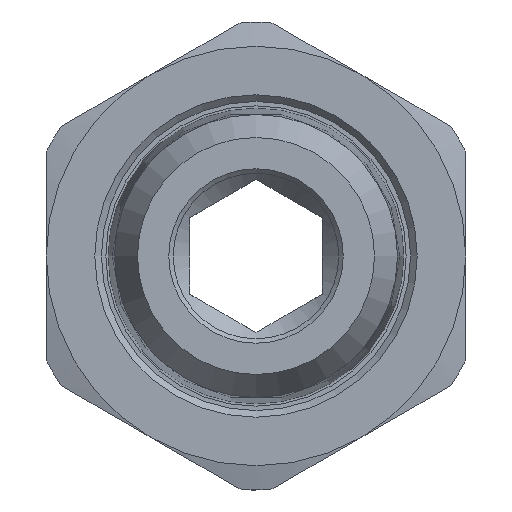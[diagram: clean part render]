
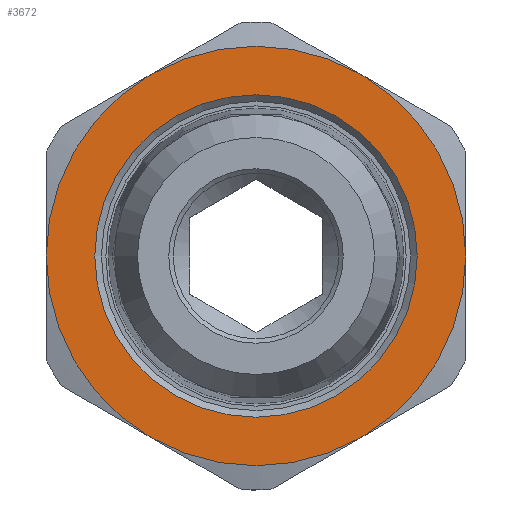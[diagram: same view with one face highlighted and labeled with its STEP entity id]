
A CAD part, left-side view. The second image highlights one B-rep face of the part: STEP entity #3672.
In plain terms, the highlighted face is planar.
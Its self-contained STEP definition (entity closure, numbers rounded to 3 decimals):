
#1726=PLANE('',#3499);
#1882=ORIENTED_EDGE('',*,*,#2315,.F.);
#1883=ORIENTED_EDGE('',*,*,#2316,.F.);
#1884=ORIENTED_EDGE('',*,*,#2312,.F.);
#1885=ORIENTED_EDGE('',*,*,#2317,.F.);
#1886=ORIENTED_EDGE('',*,*,#2318,.F.);
#1887=ORIENTED_EDGE('',*,*,#2319,.F.);
#1888=ORIENTED_EDGE('',*,*,#2320,.T.);
#2087=CIRCLE('',#3496,9.5);
#2089=CIRCLE('',#3500,9.5);
#2090=CIRCLE('',#3501,9.5);
#2091=CIRCLE('',#3502,9.5);
#2092=CIRCLE('',#3503,9.5);
#2093=CIRCLE('',#3504,9.5);
#2094=CIRCLE('',#3505,7.3);
#2170=VERTEX_POINT('',#3182);
#2175=VERTEX_POINT('',#3196);
#2179=VERTEX_POINT('',#3207);
#2182=VERTEX_POINT('',#3216);
#2184=VERTEX_POINT('',#3224);
#2185=VERTEX_POINT('',#3226);
#2186=VERTEX_POINT('',#3229);
#2312=EDGE_CURVE('',#2182,#2179,#2087,.T.);
#2315=EDGE_CURVE('',#2175,#2170,#2089,.T.);
#2316=EDGE_CURVE('',#2179,#2175,#2090,.T.);
#2317=EDGE_CURVE('',#2184,#2182,#2091,.T.);
#2318=EDGE_CURVE('',#2185,#2184,#2092,.T.);
#2319=EDGE_CURVE('',#2170,#2185,#2093,.T.);
#2320=EDGE_CURVE('',#2186,#2186,#2094,.T.);
#2436=EDGE_LOOP('',(#1882,#1883,#1884,#1885,#1886,#1887));
#2437=EDGE_LOOP('',(#1888));
#2546=FACE_BOUND('',#2436,.T.);
#2547=FACE_BOUND('',#2437,.T.);
#2803=DIRECTION('',(0.,0.,1.));
#2804=DIRECTION('',(0.,-9.5,0.));
#2809=DIRECTION('',(0.,0.,-1.));
#2810=DIRECTION('',(0.,1.,0.));
#2811=DIRECTION('',(0.,0.,1.));
#2812=DIRECTION('',(0.,-9.5,0.));
#2813=DIRECTION('',(0.,0.,1.));
#2814=DIRECTION('',(0.,-9.5,0.));
#2815=DIRECTION('',(0.,0.,1.));
#2816=DIRECTION('',(0.,-9.5,0.));
#2817=DIRECTION('',(0.,0.,1.));
#2818=DIRECTION('',(0.,-9.5,0.));
#2819=DIRECTION('',(0.,0.,1.));
#2820=DIRECTION('',(0.,-9.5,0.));
#2821=DIRECTION('',(0.,0.,1.));
#2822=DIRECTION('',(0.,7.3,0.));
#3182=CARTESIAN_POINT('',(8.227,-4.75,0.));
#3196=CARTESIAN_POINT('',(0.,-9.5,0.));
#3207=CARTESIAN_POINT('',(-8.227,-4.75,0.));
#3216=CARTESIAN_POINT('',(-8.227,4.75,0.));
#3217=CARTESIAN_POINT('',(0.,0.,0.));
#3221=CARTESIAN_POINT('',(8.227,4.75,0.));
#3222=CARTESIAN_POINT('',(0.,0.,0.));
#3223=CARTESIAN_POINT('',(0.,0.,0.));
#3224=CARTESIAN_POINT('',(0.,9.5,0.));
#3225=CARTESIAN_POINT('',(0.,0.,0.));
#3226=CARTESIAN_POINT('',(8.227,4.75,0.));
#3227=CARTESIAN_POINT('',(0.,0.,0.));
#3228=CARTESIAN_POINT('',(0.,0.,0.));
#3229=CARTESIAN_POINT('',(0.,7.3,0.));
#3230=CARTESIAN_POINT('',(0.,0.,0.));
#3496=AXIS2_PLACEMENT_3D('',#3217,#2803,#2804);
#3499=AXIS2_PLACEMENT_3D('',#3221,#2809,#2810);
#3500=AXIS2_PLACEMENT_3D('',#3222,#2811,#2812);
#3501=AXIS2_PLACEMENT_3D('',#3223,#2813,#2814);
#3502=AXIS2_PLACEMENT_3D('',#3225,#2815,#2816);
#3503=AXIS2_PLACEMENT_3D('',#3227,#2817,#2818);
#3504=AXIS2_PLACEMENT_3D('',#3228,#2819,#2820);
#3505=AXIS2_PLACEMENT_3D('',#3230,#2821,#2822);
#3672=ADVANCED_FACE('',(#2546,#2547),#1726,.T.);
